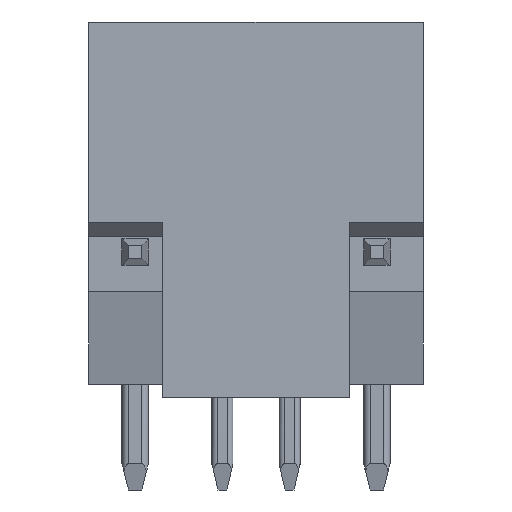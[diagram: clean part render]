
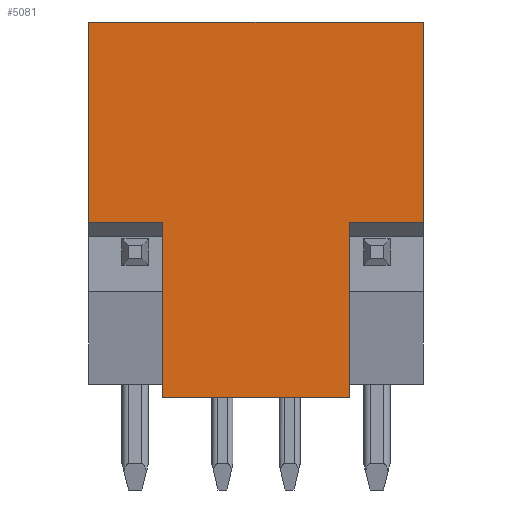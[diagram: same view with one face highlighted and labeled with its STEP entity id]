
A CAD part, left-side view. The second image highlights one B-rep face of the part: STEP entity #5081.
In plain terms, the highlighted planar face has unit normal (-1, 0, 0).
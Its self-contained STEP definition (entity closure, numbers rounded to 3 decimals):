
#592=DIRECTION('',(0.,0.,-1.));
#593=VECTOR('',#592,7.6);
#594=CARTESIAN_POINT('',(-5.25,-7.59,7.1));
#595=LINE('',#594,#593);
#636=DIRECTION('',(0.,0.,1.));
#637=VECTOR('',#636,6.6);
#638=CARTESIAN_POINT('',(-5.25,-4.79,-7.1));
#639=LINE('',#638,#637);
#828=DIRECTION('',(0.,-1.,0.));
#829=VECTOR('',#828,2.8);
#830=CARTESIAN_POINT('',(-5.25,-4.79,-0.5));
#831=LINE('',#830,#829);
#832=DIRECTION('',(0.,-1.,0.));
#833=VECTOR('',#832,2.8);
#834=CARTESIAN_POINT('',(-5.25,5.05,-0.5));
#835=LINE('',#834,#833);
#900=DIRECTION('',(0.,-1.,0.));
#901=VECTOR('',#900,7.04);
#902=CARTESIAN_POINT('',(-5.25,2.25,-7.1));
#903=LINE('',#902,#901);
#2520=DIRECTION('',(0.,1.,0.));
#2521=VECTOR('',#2520,12.64);
#2522=CARTESIAN_POINT('',(-5.25,-7.59,7.1));
#2523=LINE('',#2522,#2521);
#2721=DIRECTION('',(0.,0.,1.));
#2722=VECTOR('',#2721,7.6);
#2723=CARTESIAN_POINT('',(-5.25,5.05,-0.5));
#2724=LINE('',#2723,#2722);
#2737=DIRECTION('',(0.,0.,-1.));
#2738=VECTOR('',#2737,6.6);
#2739=CARTESIAN_POINT('',(-5.25,2.25,-0.5));
#2740=LINE('',#2739,#2738);
#3305=CARTESIAN_POINT('',(-5.25,-7.59,7.1));
#3306=CARTESIAN_POINT('',(-5.25,5.05,7.1));
#3307=VERTEX_POINT('',#3305);
#3308=VERTEX_POINT('',#3306);
#3369=CARTESIAN_POINT('',(-5.25,2.25,-7.1));
#3370=CARTESIAN_POINT('',(-5.25,-4.79,-7.1));
#3371=VERTEX_POINT('',#3369);
#3372=VERTEX_POINT('',#3370);
#3405=CARTESIAN_POINT('',(-5.25,-7.59,-0.5));
#3407=VERTEX_POINT('',#3405);
#3411=CARTESIAN_POINT('',(-5.25,-4.79,-0.5));
#3412=VERTEX_POINT('',#3411);
#3417=CARTESIAN_POINT('',(-5.25,5.05,-0.5));
#3418=VERTEX_POINT('',#3417);
#3419=CARTESIAN_POINT('',(-5.25,2.25,-0.5));
#3420=VERTEX_POINT('',#3419);
#5061=CARTESIAN_POINT('',(-5.25,-3.81,-7.1));
#5062=DIRECTION('',(-1.,0.,0.));
#5063=DIRECTION('',(0.,0.,1.));
#5064=AXIS2_PLACEMENT_3D('',#5061,#5062,#5063);
#5065=PLANE('',#5064);
#5066=ORIENTED_EDGE('',*,*,#5056,.F.);
#5067=ORIENTED_EDGE('',*,*,#4744,.F.);
#5069=ORIENTED_EDGE('',*,*,#5068,.F.);
#5071=ORIENTED_EDGE('',*,*,#5070,.F.);
#5073=ORIENTED_EDGE('',*,*,#5072,.F.);
#5075=ORIENTED_EDGE('',*,*,#5074,.T.);
#5077=ORIENTED_EDGE('',*,*,#5076,.F.);
#5078=ORIENTED_EDGE('',*,*,#4699,.T.);
#5079=EDGE_LOOP('',(#5066,#5067,#5069,#5071,#5073,#5075,#5077,#5078));
#5080=FACE_OUTER_BOUND('',#5079,.F.);
#5081=ADVANCED_FACE('',(#5080),#5065,.T.);
#4699=EDGE_CURVE('',#3307,#3407,#595,.T.);
#4744=EDGE_CURVE('',#3372,#3412,#639,.T.);
#5056=EDGE_CURVE('',#3412,#3407,#831,.T.);
#5068=EDGE_CURVE('',#3371,#3372,#903,.T.);
#5070=EDGE_CURVE('',#3420,#3371,#2740,.T.);
#5072=EDGE_CURVE('',#3418,#3420,#835,.T.);
#5074=EDGE_CURVE('',#3418,#3308,#2724,.T.);
#5076=EDGE_CURVE('',#3307,#3308,#2523,.T.);
